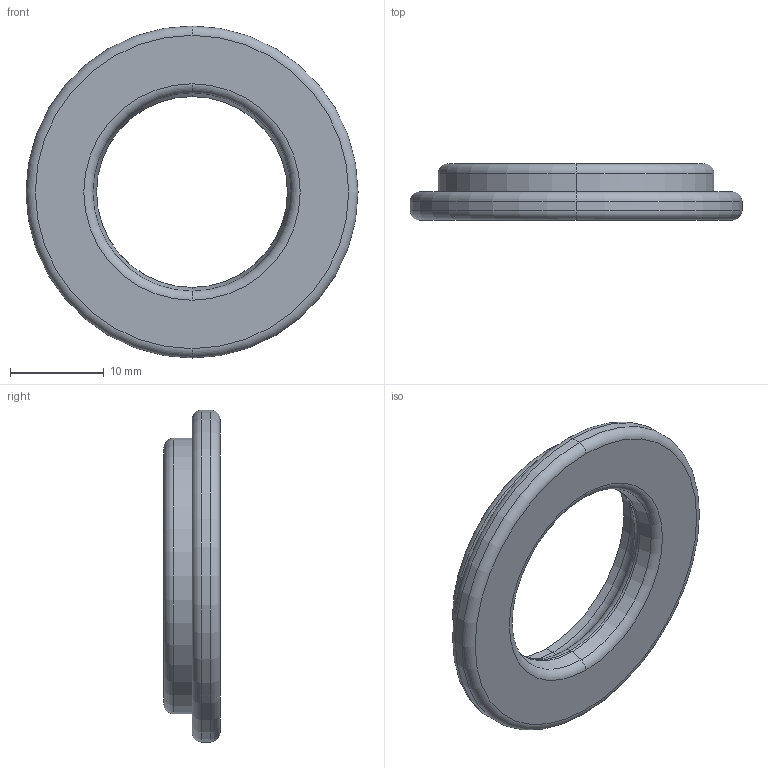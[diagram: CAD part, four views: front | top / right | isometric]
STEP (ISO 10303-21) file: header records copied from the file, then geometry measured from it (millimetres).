
FILE_DESCRIPTION (( 'STEP AP214' ), '1' );
FILE_NAME ('SN100 rulle adapter.STEP', '2024-05-28T07:10:58', ( '' ), ( '' ), 'SwSTEP 2.0', 'SolidWorks 2023', '' );
FILE_SCHEMA (( 'AUTOMOTIVE_DESIGN' ));
Length unit declared in the file: millimetre
Products named in the file (1): SN100 rulle adapter
Bounding box: 35.5 x 6 x 35.5 mm (x, y, z)
Volume: 2672.8 mm3; surface area: 2097.3 mm2
Topology: 1 solids, 1 shells, 25 faces, 50 edges, 28 vertices
Faces by surface type: torus 14, cylinder 6, plane 3, cone 2
Entity records: 685 total; most frequent: DIRECTION 144, CARTESIAN_POINT 104, ORIENTED_EDGE 100, AXIS2_PLACEMENT_3D 68, EDGE_CURVE 50, CIRCLE 42, EDGE_LOOP 28, VERTEX_POINT 28
